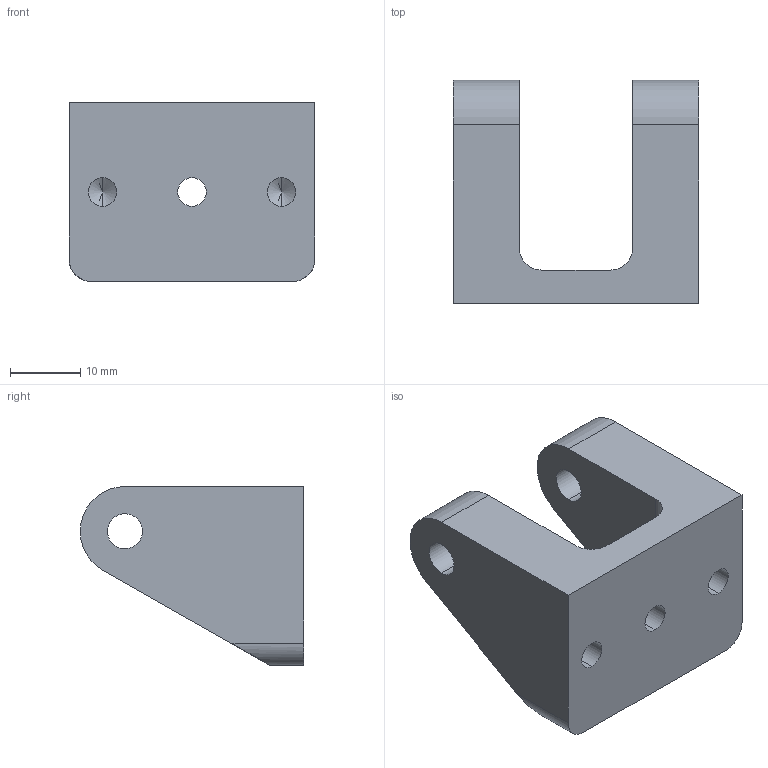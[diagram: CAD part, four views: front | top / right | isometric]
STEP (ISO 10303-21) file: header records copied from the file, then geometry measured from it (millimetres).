
FILE_DESCRIPTION (( 'STEP AP214' ), '1' );
FILE_NAME ('WCP-0298.step', '2023-01-03T01:27:27', ( '' ), ( '' ), 'SwSTEP 2.0', 'SolidWorks 2020', '' );
FILE_SCHEMA (( 'AUTOMOTIVE_DESIGN' ));
Length unit declared in the file: inch
Products named in the file (1): WCP-0298
Bounding box: 34.92 x 31.75 x 25.4 mm (x, y, z)
Volume: 12166.7 mm3; surface area: 5610.6 mm2
Topology: 1 solids, 1 shells, 30 faces, 78 edges, 48 vertices
Faces by surface type: cylinder 16, plane 10, cone 4
Entity records: 1024 total; most frequent: CARTESIAN_POINT 165, DIRECTION 160, ORIENTED_EDGE 148, EDGE_CURVE 74, AXIS2_PLACEMENT_3D 59, VERTEX_POINT 48, VECTOR 42, LINE 42
